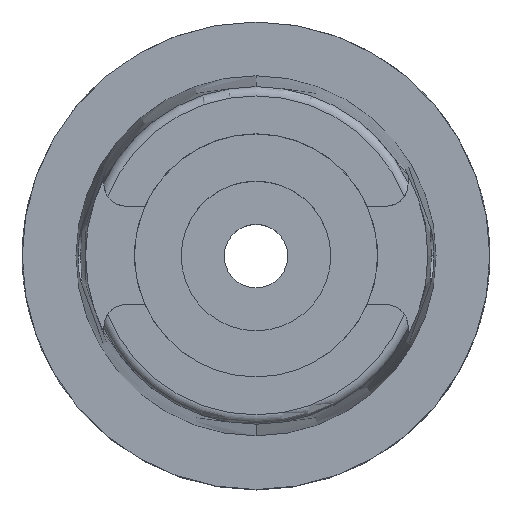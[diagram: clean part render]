
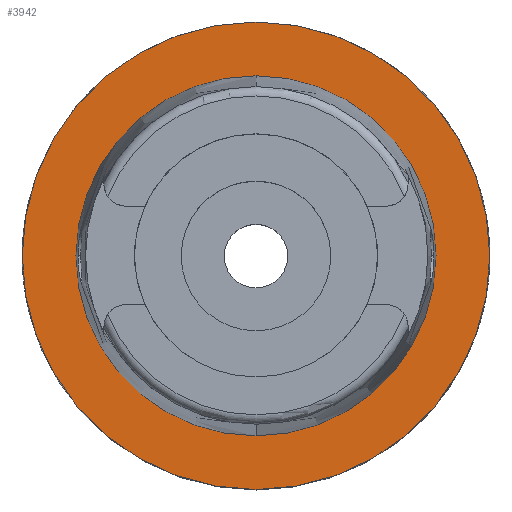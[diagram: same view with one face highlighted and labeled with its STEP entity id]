
A CAD part, top view. The second image highlights one B-rep face of the part: STEP entity #3942.
In plain terms, the highlighted planar face has unit normal (0, 0, 1).
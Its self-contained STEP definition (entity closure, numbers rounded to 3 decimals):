
#1907=CARTESIAN_POINT('',(0.,0.,0.));
#1908=DIRECTION('',(0.,0.,-1.));
#1909=DIRECTION('',(0.,-1.,0.));
#1910=AXIS2_PLACEMENT_3D('',#1907,#1908,#1909);
#1915=CARTESIAN_POINT('',(0.,0.,0.));
#1916=DIRECTION('',(0.,0.,-1.));
#1917=DIRECTION('',(0.,1.,0.));
#1918=AXIS2_PLACEMENT_3D('',#1915,#1916,#1917);
#1923=CARTESIAN_POINT('',(0.,0.,0.));
#1924=DIRECTION('',(0.,0.,1.));
#1925=DIRECTION('',(0.,-1.,0.));
#1926=AXIS2_PLACEMENT_3D('',#1923,#1924,#1925);
#1931=CARTESIAN_POINT('',(0.,0.,0.));
#1932=DIRECTION('',(0.,0.,1.));
#1933=DIRECTION('',(0.,1.,0.));
#1934=AXIS2_PLACEMENT_3D('',#1931,#1932,#1933);
#2304=CARTESIAN_POINT('',(0.,-19.25,0.));
#2305=VERTEX_POINT('',#2304);
#2306=CARTESIAN_POINT('',(0.,19.25,0.));
#2307=VERTEX_POINT('',#2306);
#2559=CARTESIAN_POINT('',(0.,25.,0.));
#2560=VERTEX_POINT('',#2559);
#2561=CARTESIAN_POINT('',(0.,-25.,0.));
#2562=VERTEX_POINT('',#2561);
#3929=CARTESIAN_POINT('',(0.,0.,0.));
#3930=DIRECTION('',(0.,0.,1.));
#3931=DIRECTION('',(0.,1.,0.));
#3932=AXIS2_PLACEMENT_3D('',#3929,#3930,#3931);
#3933=PLANE('',#3932);
#3934=ORIENTED_EDGE('',*,*,#3911,.T.);
#3935=ORIENTED_EDGE('',*,*,#3798,.T.);
#3936=EDGE_LOOP('',(#3934,#3935));
#3937=FACE_OUTER_BOUND('',#3936,.F.);
#3938=ORIENTED_EDGE('',*,*,#2776,.T.);
#3939=ORIENTED_EDGE('',*,*,#2745,.T.);
#3940=EDGE_LOOP('',(#3938,#3939));
#3941=FACE_BOUND('',#3940,.F.);
#1911=CIRCLE('',#1910,25.);
#1919=CIRCLE('',#1918,25.);
#1927=CIRCLE('',#1926,19.25);
#1935=CIRCLE('',#1934,19.25);
#2745=EDGE_CURVE('',#2307,#2305,#1935,.T.);
#2776=EDGE_CURVE('',#2305,#2307,#1927,.T.);
#3798=EDGE_CURVE('',#2560,#2562,#1919,.T.);
#3911=EDGE_CURVE('',#2562,#2560,#1911,.T.);
#3942=ADVANCED_FACE('',(#3937,#3941),#3933,.T.);
